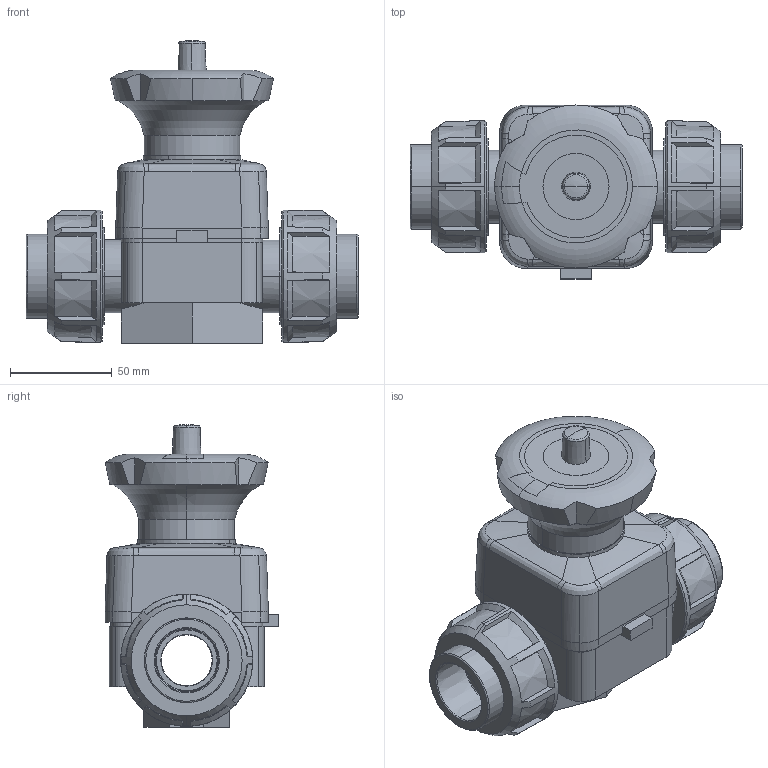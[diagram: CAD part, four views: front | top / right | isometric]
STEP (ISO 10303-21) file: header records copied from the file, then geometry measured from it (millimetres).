
FILE_DESCRIPTION(('STEP AP214'),'1');
FILE_NAME('dkuim032e.stp','2017-04-07T15:35:03',('TraceParts'),('TraceParts S.A.'),'Spatial InterOp 3D',' ',' ');
FILE_SCHEMA(('automotive_design'));
Length unit declared in the file: millimetre
Products named in the file (8): dkuim032e_1; dkuim032e_2; dkuim032e_3; dkuim032e_4; dkuim032e_5; dkuim032e_6; dkuim032e_7; dkuim032e_8
Bounding box: 163 x 85.4 x 148.75 mm (x, y, z)
Volume: 653683 mm3; surface area: 122125 mm2
Topology: 8 solids, 8 shells, 318 faces, 833 edges, 541 vertices
Faces by surface type: plane 123, cylinder 85, cone 56, torus 28, bspline 26
Entity records: 14093 total; most frequent: CARTESIAN_POINT 3698, ORIENTED_EDGE 1662, DIRECTION 1624, EDGE_CURVE 831, AXIS2_PLACEMENT_3D 691, VERTEX_POINT 541, CIRCLE 367, EDGE_LOOP 340
